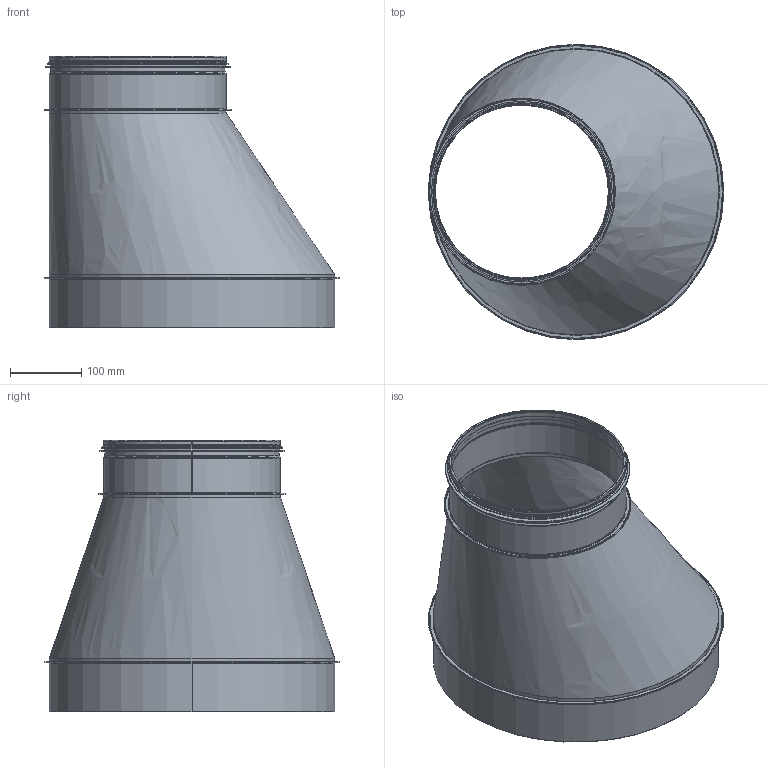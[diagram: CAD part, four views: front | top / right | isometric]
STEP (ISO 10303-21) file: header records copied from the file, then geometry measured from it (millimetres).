
FILE_DESCRIPTION((''),'2;1');
FILE_NAME('HFBM_400-250.stp','2014-02-19T13:14:44',(''),(''),'Autodesk Inventor 2013','Autodesk Inventor 2013','');
FILE_SCHEMA(('AUTOMOTIVE_DESIGN { 1 2 10303 214 0 1 1 1 }'));
Length unit declared in the file: millimetre
Products named in the file (6): HFBM_400-250; KonFalsadHFBM_400-250; StosMedFals-250; StosMedFalsRörämne-250; 999007; MuffMedFals-400
Assembly tree (5 placements, depth 3):
  HFBM_400-250
    KonFalsadHFBM_400-250
    StosMedFals-250
      StosMedFalsRörämne-250
      999007
    MuffMedFals-400
Bounding box: 415.74 x 415.48 x 381.49 mm (x, y, z)
Volume: 242438.1 mm3; surface area: 942053.9 mm2
Topology: 4 solids, 4 shells, 108 faces, 213 edges, 115 vertices
Faces by surface type: plane 54, cylinder 22, torus 22, cone 6, bspline 4
Full cylindrical faces by diameter (mm): 243.1 x1, 244.1 x1, 245.3 x1, 247.9 x6, 248.9 x3, 251.9 x1, 254.3 x1, 258.9 x1, 259.3 x1, 400.5 x2, 401.5 x2, 403.5 x1, 411.5 x1
Entity records: 3368 total; most frequent: CARTESIAN_POINT 900, DIRECTION 519, ORIENTED_EDGE 384, AXIS2_PLACEMENT_3D 220, EDGE_CURVE 192, EDGE_LOOP 138, VERTEX_POINT 115, STYLED_ITEM 112
